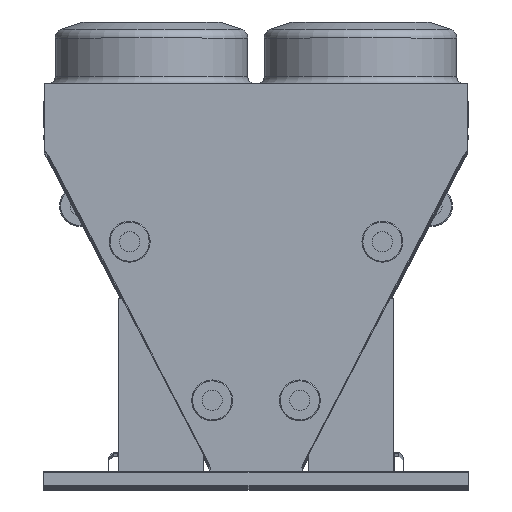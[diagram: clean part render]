
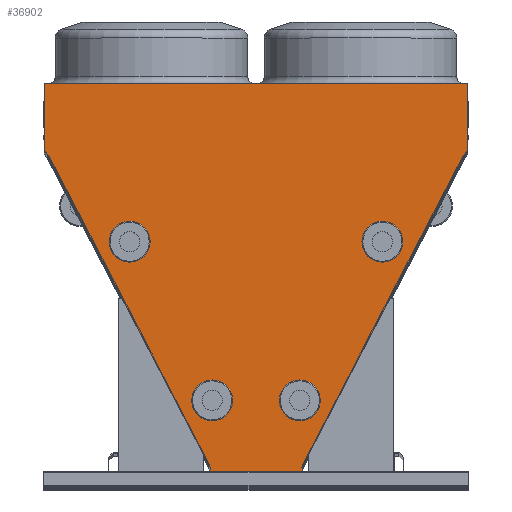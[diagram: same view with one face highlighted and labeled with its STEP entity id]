
A CAD part, top view. The second image highlights one B-rep face of the part: STEP entity #36902.
In plain terms, the highlighted planar face has unit normal (0, 0, 1).
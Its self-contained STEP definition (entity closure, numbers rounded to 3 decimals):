
#12 = AXIS2_PLACEMENT_3D ( 'NONE', #7169, #34359, #11054 ) ;
#604 = ORIENTED_EDGE ( 'NONE', *, *, #18371, .T. ) ;
#605 = LINE ( 'NONE', #8064, #30443 ) ;
#954 = VERTEX_POINT ( 'NONE', #36408 ) ;
#1458 = VERTEX_POINT ( 'NONE', #18696 ) ;
#1776 = CARTESIAN_POINT ( 'NONE',  ( -279.893, 1.482, 0. ) ) ;
#1951 = ORIENTED_EDGE ( 'NONE', *, *, #14796, .T. ) ;
#2071 = VECTOR ( 'NONE', #10134, 1000. ) ;
#2140 = DIRECTION ( 'NONE',  ( 0.462, -0.887, 0. ) ) ;
#2145 = VERTEX_POINT ( 'NONE', #42447 ) ;
#2267 = CARTESIAN_POINT ( 'NONE',  ( -245.403, 20.223, 0. ) ) ;
#4541 = DIRECTION ( 'NONE',  ( 0., 1., 0. ) ) ;
#4613 = EDGE_CURVE ( 'NONE', #15118, #47339, #45113, .T. ) ;
#4796 = CARTESIAN_POINT ( 'NONE',  ( -1126.246, 1711.83, 0. ) ) ;
#5929 = EDGE_CURVE ( 'NONE', #1458, #954, #7203, .T. ) ;
#5950 = LINE ( 'NONE', #39796, #46156 ) ;
#6292 = ORIENTED_EDGE ( 'NONE', *, *, #32754, .T. ) ;
#6782 = VERTEX_POINT ( 'NONE', #33365 ) ;
#7001 = LINE ( 'NONE', #35840, #25248 ) ;
#7024 = CARTESIAN_POINT ( 'NONE',  ( 1136.15, 1727.462, 0. ) ) ;
#7169 = CARTESIAN_POINT ( 'NONE',  ( 0., 0., 0. ) ) ;
#7203 = LINE ( 'NONE', #46424, #48653 ) ;
#7351 = EDGE_CURVE ( 'NONE', #24061, #15118, #8699, .T. ) ;
#7361 = ORIENTED_EDGE ( 'NONE', *, *, #34567, .T. ) ;
#8064 = CARTESIAN_POINT ( 'NONE',  ( -279.893, 1.482, 0. ) ) ;
#8325 = DIRECTION ( 'NONE',  ( 0., -1., 0. ) ) ;
#8648 = DIRECTION ( 'NONE',  ( 0.462, -0.887, 0. ) ) ;
#8699 = LINE ( 'NONE', #10663, #48921 ) ;
#8816 = DIRECTION ( 'NONE',  ( 0., 1., 0. ) ) ;
#9301 = VERTEX_POINT ( 'NONE', #38711 ) ;
#9857 = EDGE_CURVE ( 'NONE', #32059, #26037, #43244, .T. ) ;
#10074 = CARTESIAN_POINT ( 'NONE',  ( 1127.607, 1711.053, 0. ) ) ;
#10089 = DIRECTION ( 'NONE',  ( 0.887, 0.462, 0. ) ) ;
#10134 = DIRECTION ( 'NONE',  ( -1., 0., 0. ) ) ;
#10507 = ORIENTED_EDGE ( 'NONE', *, *, #41477, .T. ) ;
#10663 = CARTESIAN_POINT ( 'NONE',  ( -1127.739, 1711.053, 0. ) ) ;
#10722 = ORIENTED_EDGE ( 'NONE', *, *, #9857, .T. ) ;
#10756 = ORIENTED_EDGE ( 'NONE', *, *, #27907, .T. ) ;
#11054 = DIRECTION ( 'NONE',  ( -1., 0., 0. ) ) ;
#11268 = CARTESIAN_POINT ( 'NONE',  ( 246.893, 17.358, 0. ) ) ;
#12461 = LINE ( 'NONE', #13881, #2071 ) ;
#12529 = VECTOR ( 'NONE', #17343, 1000. ) ;
#13881 = CARTESIAN_POINT ( 'NONE',  ( 279.893, 1.482, 0. ) ) ;
#14494 = VECTOR ( 'NONE', #8325, 1000. ) ;
#14615 = CARTESIAN_POINT ( 'NONE',  ( -246.893, 17.358, 0. ) ) ;
#14796 = EDGE_CURVE ( 'NONE', #22195, #32059, #25521, .T. ) ;
#14908 = VECTOR ( 'NONE', #4541, 1000. ) ;
#14916 = ORIENTED_EDGE ( 'NONE', *, *, #47820, .T. ) ;
#15118 = VERTEX_POINT ( 'NONE', #47311 ) ;
#15269 = CARTESIAN_POINT ( 'NONE',  ( -1136.282, 1727.462, 0. ) ) ;
#15753 = LINE ( 'NONE', #43213, #46818 ) ;
#16612 = ORIENTED_EDGE ( 'NONE', *, *, #32834, .T. ) ;
#16908 = ORIENTED_EDGE ( 'NONE', *, *, #34922, .T. ) ;
#17343 = DIRECTION ( 'NONE',  ( 0., 1., 0. ) ) ;
#17359 = DIRECTION ( 'NONE',  ( 0.462, 0.887, 0. ) ) ;
#17635 = DIRECTION ( 'NONE',  ( 1., 0., 0. ) ) ;
#18371 = EDGE_CURVE ( 'NONE', #26037, #48732, #32575, .T. ) ;
#18696 = CARTESIAN_POINT ( 'NONE',  ( 1136.15, 2083.62, 0. ) ) ;
#18769 = VECTOR ( 'NONE', #8816, 1000. ) ;
#19335 = ORIENTED_EDGE ( 'NONE', *, *, #37853, .T. ) ;
#19813 = VECTOR ( 'NONE', #45150, 1000. ) ;
#19881 = CARTESIAN_POINT ( 'NONE',  ( -1136.282, 1727.462, 0. ) ) ;
#21098 = CARTESIAN_POINT ( 'NONE',  ( 245.39, 20.232, 0. ) ) ;
#21207 = LINE ( 'NONE', #43737, #18769 ) ;
#21681 = CARTESIAN_POINT ( 'NONE',  ( 245.39, 20.232, 0. ) ) ;
#22195 = VERTEX_POINT ( 'NONE', #21681 ) ;
#22829 = LINE ( 'NONE', #28869, #12529 ) ;
#23421 = DIRECTION ( 'NONE',  ( 0., -1., 0. ) ) ;
#24061 = VERTEX_POINT ( 'NONE', #15269 ) ;
#25248 = VECTOR ( 'NONE', #8648, 1000. ) ;
#25439 = CARTESIAN_POINT ( 'NONE',  ( -279.893, 0., 0. ) ) ;
#25521 = LINE ( 'NONE', #21098, #34649 ) ;
#25556 = CARTESIAN_POINT ( 'NONE',  ( -1127.739, 1711.053, 0. ) ) ;
#25945 = DIRECTION ( 'NONE',  ( 0.887, -0.462, 0. ) ) ;
#26037 = VERTEX_POINT ( 'NONE', #45531 ) ;
#27030 = ORIENTED_EDGE ( 'NONE', *, *, #31343, .T. ) ;
#27817 = CARTESIAN_POINT ( 'NONE',  ( 246.893, 17.358, 0. ) ) ;
#27907 = EDGE_CURVE ( 'NONE', #29618, #31293, #605, .T. ) ;
#28559 = VECTOR ( 'NONE', #38482, 1000. ) ;
#28732 = CARTESIAN_POINT ( 'NONE',  ( -279.893, 0., 0. ) ) ;
#28869 = CARTESIAN_POINT ( 'NONE',  ( 279.893, 0., 0. ) ) ;
#29618 = VERTEX_POINT ( 'NONE', #35448 ) ;
#30334 = ORIENTED_EDGE ( 'NONE', *, *, #32745, .T. ) ;
#30443 = VECTOR ( 'NONE', #35240, 1000. ) ;
#31114 = VECTOR ( 'NONE', #48821, 1000. ) ;
#31293 = VERTEX_POINT ( 'NONE', #1776 ) ;
#31305 = ORIENTED_EDGE ( 'NONE', *, *, #5929, .T. ) ;
#31343 = EDGE_CURVE ( 'NONE', #6782, #9301, #12461, .T. ) ;
#32059 = VERTEX_POINT ( 'NONE', #46528 ) ;
#32299 = VERTEX_POINT ( 'NONE', #28732 ) ;
#32428 = FACE_OUTER_BOUND ( 'NONE', #44383, .T. ) ;
#32575 = LINE ( 'NONE', #10074, #19813 ) ;
#32745 = EDGE_CURVE ( 'NONE', #47540, #29618, #15753, .T. ) ;
#32754 = EDGE_CURVE ( 'NONE', #954, #24061, #36396, .T. ) ;
#32834 = EDGE_CURVE ( 'NONE', #48732, #1458, #21207, .T. ) ;
#32850 = VECTOR ( 'NONE', #25945, 1000. ) ;
#33105 = CARTESIAN_POINT ( 'NONE',  ( 279.893, 0., 0. ) ) ;
#33365 = CARTESIAN_POINT ( 'NONE',  ( 279.893, 1.482, 0. ) ) ;
#34359 = DIRECTION ( 'NONE',  ( 0., 0., -1. ) ) ;
#34567 = EDGE_CURVE ( 'NONE', #2145, #6782, #22829, .T. ) ;
#34649 = VECTOR ( 'NONE', #17359, 1000. ) ;
#34706 = VECTOR ( 'NONE', #10089, 1000. ) ;
#34922 = EDGE_CURVE ( 'NONE', #9301, #45513, #44785, .T. ) ;
#35240 = DIRECTION ( 'NONE',  ( -1., 0., 0. ) ) ;
#35448 = CARTESIAN_POINT ( 'NONE',  ( -246.893, 1.482, 0. ) ) ;
#35498 = CARTESIAN_POINT ( 'NONE',  ( 246.893, 17.358, 0. ) ) ;
#35802 = ORIENTED_EDGE ( 'NONE', *, *, #38845, .T. ) ;
#35840 = CARTESIAN_POINT ( 'NONE',  ( -245.403, 20.223, 0. ) ) ;
#36154 = VERTEX_POINT ( 'NONE', #2267 ) ;
#36396 = LINE ( 'NONE', #19881, #14494 ) ;
#36408 = CARTESIAN_POINT ( 'NONE',  ( -1136.282, 2083.62, 0. ) ) ;
#36902 = ADVANCED_FACE ( 'NONE', ( #32428 ), #38077, .F. ) ;
#37493 = CARTESIAN_POINT ( 'NONE',  ( 1127.607, 1711.053, 0. ) ) ;
#37750 = VECTOR ( 'NONE', #17635, 1000. ) ;
#37853 = EDGE_CURVE ( 'NONE', #31293, #32299, #42724, .T. ) ;
#38077 = PLANE ( 'NONE',  #12 ) ;
#38394 = ORIENTED_EDGE ( 'NONE', *, *, #4613, .T. ) ;
#38482 = DIRECTION ( 'NONE',  ( -0.463, 0.886, 0. ) ) ;
#38711 = CARTESIAN_POINT ( 'NONE',  ( 246.893, 1.482, 0. ) ) ;
#38845 = EDGE_CURVE ( 'NONE', #45513, #22195, #49331, .T. ) ;
#39796 = CARTESIAN_POINT ( 'NONE',  ( -246.893, 17.358, 0. ) ) ;
#39966 = DIRECTION ( 'NONE',  ( -0.461, -0.887, 0. ) ) ;
#41477 = EDGE_CURVE ( 'NONE', #47339, #36154, #7001, .T. ) ;
#42447 = CARTESIAN_POINT ( 'NONE',  ( 279.893, 0., 0. ) ) ;
#42724 = LINE ( 'NONE', #25439, #31114 ) ;
#43213 = CARTESIAN_POINT ( 'NONE',  ( -246.893, 17.358, 0. ) ) ;
#43244 = LINE ( 'NONE', #37493, #32850 ) ;
#43737 = CARTESIAN_POINT ( 'NONE',  ( 1136.15, 2083.62, 0. ) ) ;
#44383 = EDGE_LOOP ( 'NONE', ( #6292, #44924, #38394, #10507, #14916, #30334, #10756, #19335, #47944, #7361, #27030, #16908, #35802, #1951, #10722, #604, #16612, #31305 ) ) ;
#44785 = LINE ( 'NONE', #27817, #14908 ) ;
#44924 = ORIENTED_EDGE ( 'NONE', *, *, #7351, .T. ) ;
#45113 = LINE ( 'NONE', #25556, #34706 ) ;
#45150 = DIRECTION ( 'NONE',  ( 0.462, 0.887, 0. ) ) ;
#45513 = VERTEX_POINT ( 'NONE', #35498 ) ;
#45531 = CARTESIAN_POINT ( 'NONE',  ( 1127.607, 1711.053, 0. ) ) ;
#45787 = EDGE_CURVE ( 'NONE', #32299, #2145, #48211, .T. ) ;
#46156 = VECTOR ( 'NONE', #39966, 1000. ) ;
#46424 = CARTESIAN_POINT ( 'NONE',  ( -1136.282, 2083.62, 0. ) ) ;
#46528 = CARTESIAN_POINT ( 'NONE',  ( 1126.218, 1711.776, 0. ) ) ;
#46818 = VECTOR ( 'NONE', #23421, 1000. ) ;
#47311 = CARTESIAN_POINT ( 'NONE',  ( -1127.739, 1711.053, 0. ) ) ;
#47339 = VERTEX_POINT ( 'NONE', #4796 ) ;
#47540 = VERTEX_POINT ( 'NONE', #14615 ) ;
#47820 = EDGE_CURVE ( 'NONE', #36154, #47540, #5950, .T. ) ;
#47944 = ORIENTED_EDGE ( 'NONE', *, *, #45787, .T. ) ;
#48211 = LINE ( 'NONE', #33105, #37750 ) ;
#48653 = VECTOR ( 'NONE', #50324, 1000. ) ;
#48732 = VERTEX_POINT ( 'NONE', #7024 ) ;
#48821 = DIRECTION ( 'NONE',  ( 0., -1., 0. ) ) ;
#48921 = VECTOR ( 'NONE', #2140, 1000. ) ;
#49331 = LINE ( 'NONE', #11268, #28559 ) ;
#50324 = DIRECTION ( 'NONE',  ( -1., 0., 0. ) ) ;
